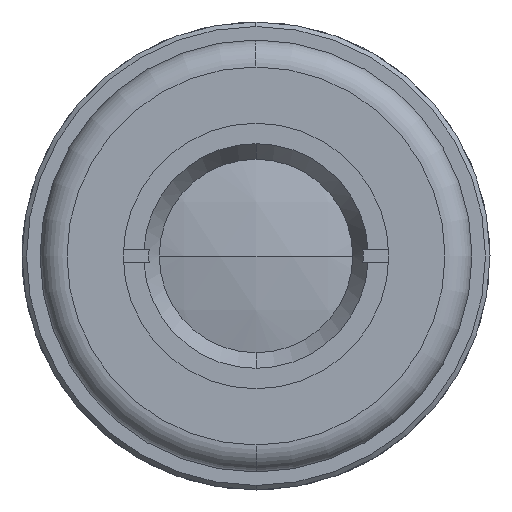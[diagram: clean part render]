
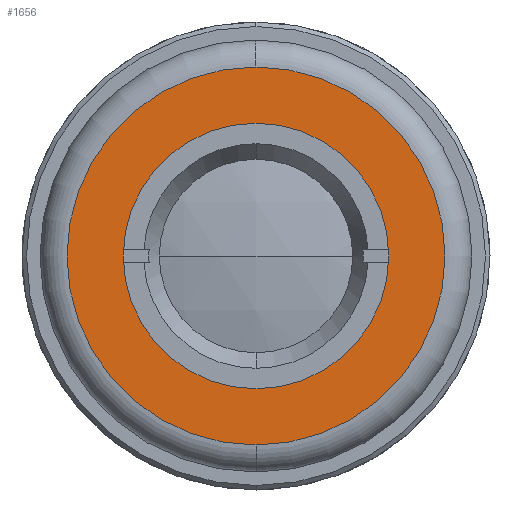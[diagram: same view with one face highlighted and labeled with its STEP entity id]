
A CAD part, left-side view. The second image highlights one B-rep face of the part: STEP entity #1656.
In plain terms, the highlighted planar face has unit normal (-1, 0, 0).
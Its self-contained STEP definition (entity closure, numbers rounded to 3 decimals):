
#142 = ORIENTED_EDGE ( 'NONE', *, *, #3528, .F. ) ;
#180 = DIRECTION ( 'NONE',  ( 0., 0., -1. ) ) ;
#212 = EDGE_CURVE ( 'NONE', #2372, #1661, #2247, .T. ) ;
#423 = EDGE_CURVE ( 'NONE', #708, #3081, #2818, .T. ) ;
#462 = AXIS2_PLACEMENT_3D ( 'NONE', #781, #1864, #180 ) ;
#537 = ORIENTED_EDGE ( 'NONE', *, *, #423, .F. ) ;
#550 = CIRCLE ( 'NONE', #3571, 14.75 ) ;
#645 = AXIS2_PLACEMENT_3D ( 'NONE', #2126, #2393, #3521 ) ;
#708 = VERTEX_POINT ( 'NONE', #2256 ) ;
#781 = CARTESIAN_POINT ( 'NONE',  ( -33.9, 24., 0. ) ) ;
#843 = DIRECTION ( 'NONE',  ( 0., 0., -1. ) ) ;
#895 = AXIS2_PLACEMENT_3D ( 'NONE', #2527, #3356, #843 ) ;
#1015 = EDGE_LOOP ( 'NONE', ( #537, #142 ) ) ;
#1307 = FACE_OUTER_BOUND ( 'NONE', #1800, .T. ) ;
#1324 = CARTESIAN_POINT ( 'NONE',  ( -33.9, 0., 21. ) ) ;
#1463 = DIRECTION ( 'NONE',  ( -1., 0., 0. ) ) ;
#1656 = ADVANCED_FACE ( 'NONE', ( #1307, #2154 ), #3597, .F. ) ;
#1661 = VERTEX_POINT ( 'NONE', #2507 ) ;
#1673 = DIRECTION ( 'NONE',  ( 0., 0., 1. ) ) ;
#1800 = EDGE_LOOP ( 'NONE', ( #2091, #3060 ) ) ;
#1864 = DIRECTION ( 'NONE',  ( 1., 0., 0. ) ) ;
#1953 = CARTESIAN_POINT ( 'NONE',  ( -33.9, 0., 0. ) ) ;
#2091 = ORIENTED_EDGE ( 'NONE', *, *, #2799, .T. ) ;
#2126 = CARTESIAN_POINT ( 'NONE',  ( -33.9, 0., 0. ) ) ;
#2154 = FACE_BOUND ( 'NONE', #1015, .T. ) ;
#2171 = AXIS2_PLACEMENT_3D ( 'NONE', #1953, #1463, #2613 ) ;
#2199 = CIRCLE ( 'NONE', #895, 21. ) ;
#2247 = CIRCLE ( 'NONE', #645, 21. ) ;
#2256 = CARTESIAN_POINT ( 'NONE',  ( -33.9, 0., 14.75 ) ) ;
#2372 = VERTEX_POINT ( 'NONE', #1324 ) ;
#2393 = DIRECTION ( 'NONE',  ( -1., 0., 0. ) ) ;
#2507 = CARTESIAN_POINT ( 'NONE',  ( -33.9, 0., -21. ) ) ;
#2527 = CARTESIAN_POINT ( 'NONE',  ( -33.9, 0., 0. ) ) ;
#2613 = DIRECTION ( 'NONE',  ( 0., 0., 1. ) ) ;
#2799 = EDGE_CURVE ( 'NONE', #1661, #2372, #2199, .T. ) ;
#2818 = CIRCLE ( 'NONE', #2171, 14.75 ) ;
#2831 = CARTESIAN_POINT ( 'NONE',  ( -33.9, 0., 0. ) ) ;
#2833 = CARTESIAN_POINT ( 'NONE',  ( -33.9, 0., -14.75 ) ) ;
#3060 = ORIENTED_EDGE ( 'NONE', *, *, #212, .T. ) ;
#3081 = VERTEX_POINT ( 'NONE', #2833 ) ;
#3110 = DIRECTION ( 'NONE',  ( -1., 0., 0. ) ) ;
#3356 = DIRECTION ( 'NONE',  ( -1., 0., 0. ) ) ;
#3521 = DIRECTION ( 'NONE',  ( 0., 0., -1. ) ) ;
#3528 = EDGE_CURVE ( 'NONE', #3081, #708, #550, .T. ) ;
#3571 = AXIS2_PLACEMENT_3D ( 'NONE', #2831, #3110, #1673 ) ;
#3597 = PLANE ( 'NONE',  #462 ) ;
